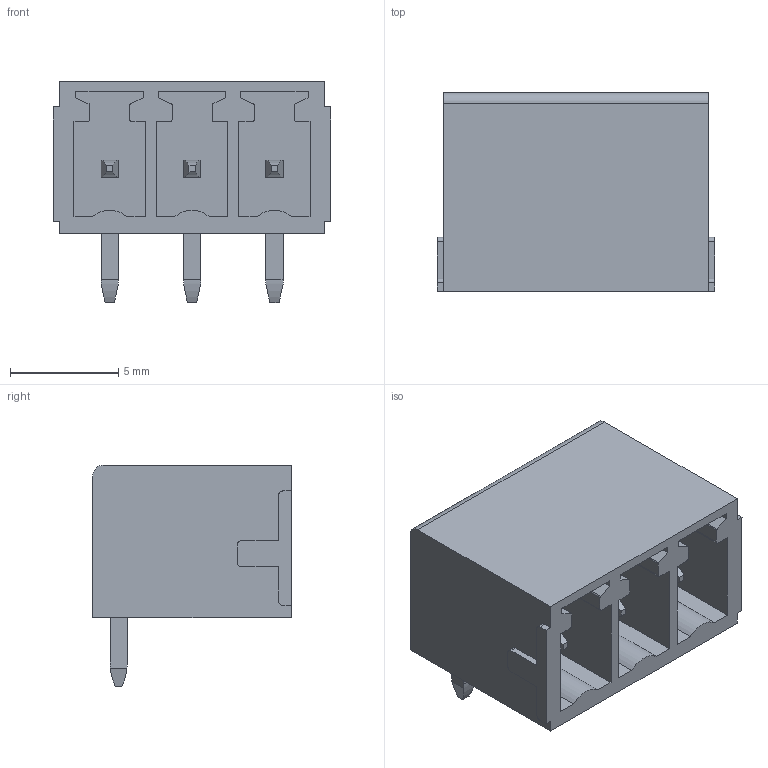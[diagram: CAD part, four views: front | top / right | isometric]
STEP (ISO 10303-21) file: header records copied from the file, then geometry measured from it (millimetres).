
FILE_DESCRIPTION(('CATIA V5 STEP Exchange','CAx-IF Rec.Pracs.--- Model Styling and Organization---1.2---2011-12-15'),'2;1');
FILE_NAME ('D1459758_0', '2018-09-29T03:25:15+00:00', ('none'), ('Weidmueller'), 'CATIA Version 5-6 Release 2014', 'CATIA V5 STEP AP214', 'none');
FILE_SCHEMA(('AUTOMOTIVE_DESIGN { 1 0 10303 214 1 1 1 1 }'));
Length unit declared in the file: millimetre
Products named in the file (1): 1942040000
Bounding box: 12.82 x 9.2 x 10.25 mm (x, y, z)
Volume: 377.4 mm3; surface area: 1213.7 mm2
Topology: 4 solids, 4 shells, 245 faces, 713 edges, 482 vertices
Faces by surface type: plane 185, cylinder 60
Entity records: 7597 total; most frequent: CARTESIAN_POINT 1445, ORIENTED_EDGE 1426, DIRECTION 1007, EDGE_CURVE 713, VECTOR 581, LINE 581, VERTEX_POINT 482, AXIS2_PLACEMENT_3D 268
